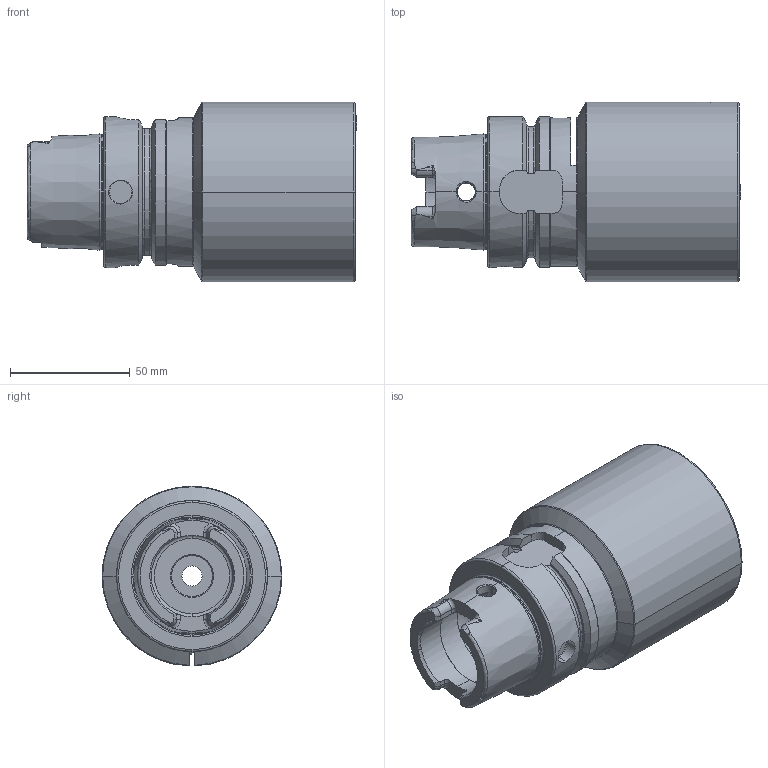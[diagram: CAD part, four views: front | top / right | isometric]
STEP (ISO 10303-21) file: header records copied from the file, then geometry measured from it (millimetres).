
FILE_DESCRIPTION (( 'STEP AP214' ), '1' );
FILE_NAME ('HA6.B40.K21.105.STEP', '2023-08-15T07:03:23', ( '' ), ( '' ), 'SwSTEP 2.0', 'SolidWorks 2017', '' );
FILE_SCHEMA (( 'AUTOMOTIVE_DESIGN' ));
Length unit declared in the file: millimetre
Products named in the file (10): KU1-U12.002.010_A; HA6-B40.K21.105_A; DIN 3771 - 8x1.5; KU1-U12.003.010_B; ISO 4762 - M6 x 16_PreviewCfg; ISO 4028 - M8 x 12; ISO 4028 - M10 x 16; ISO 4027 - M6 x 16_PreviewCfg; KU1-U12.002.010; HA6.B40.K21.105
Assembly tree (11 placements, depth 3):
  HA6.B40.K21.105
    HA6-B40.K21.105_A
    ISO 4762 - M6 x 16_PreviewCfg  x3
    ISO 4028 - M10 x 16
    ISO 4027 - M6 x 16_PreviewCfg
    KU1-U12.002.010
      KU1-U12.003.010_B
      KU1-U12.002.010_A
      DIN 3771 - 8x1.5
    ISO 4028 - M8 x 12
Bounding box: 137.38 x 75 x 74.98 mm (x, y, z)
Volume: 297081.6 mm3; surface area: 65049.5 mm2
Topology: 10 solids, 10 shells, 591 faces, 1545 edges, 955 vertices
Faces by surface type: cylinder 210, plane 180, cone 112, torus 64, bspline 21, sphere 4
Entity records: 20371 total; most frequent: CARTESIAN_POINT 7679, ORIENTED_EDGE 2416, DIRECTION 2291, EDGE_CURVE 1208, AXIS2_PLACEMENT_3D 918, VERTEX_POINT 756, EDGE_LOOP 500, ADVANCED_FACE 471
